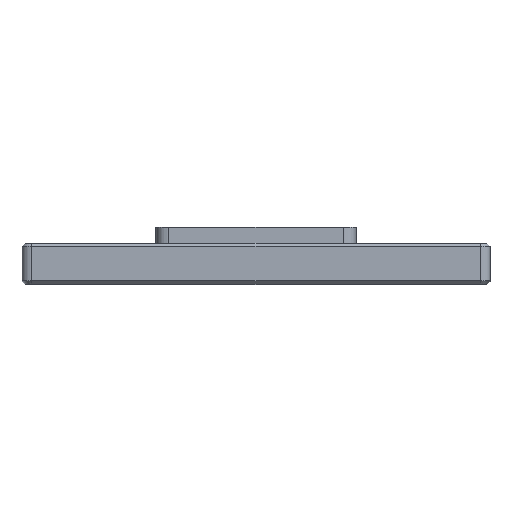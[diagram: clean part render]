
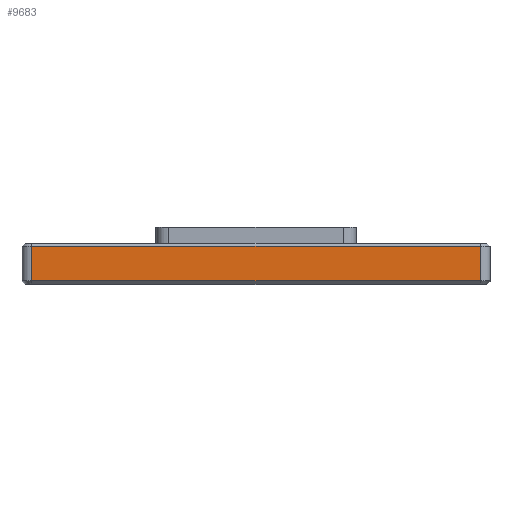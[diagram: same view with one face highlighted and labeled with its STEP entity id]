
A CAD part, top view. The second image highlights one B-rep face of the part: STEP entity #9683.
In plain terms, the highlighted planar face has unit normal (0, 0, 1).
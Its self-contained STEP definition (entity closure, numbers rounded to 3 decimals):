
#1641=FACE_OUTER_BOUND('',#2222,.T.);
#2222=EDGE_LOOP('',(#8758,#8759,#8760,#8761));
#3026=LINE('',#16810,#3769);
#3028=LINE('',#16817,#3771);
#3030=LINE('',#16823,#3773);
#3031=LINE('',#16824,#3774);
#3769=VECTOR('',#11498,10.);
#3771=VECTOR('',#11508,10.);
#3773=VECTOR('',#11514,10.);
#3774=VECTOR('',#11515,10.);
#4714=VERTEX_POINT('',#16802);
#4716=VERTEX_POINT('',#16808);
#4717=VERTEX_POINT('',#16816);
#4719=VERTEX_POINT('',#16822);
#6092=EDGE_CURVE('',#4716,#4714,#3026,.T.);
#6096=EDGE_CURVE('',#4714,#4717,#3028,.T.);
#6099=EDGE_CURVE('',#4719,#4716,#3030,.T.);
#6100=EDGE_CURVE('',#4717,#4719,#3031,.T.);
#8758=ORIENTED_EDGE('',*,*,#6092,.F.);
#8759=ORIENTED_EDGE('',*,*,#6099,.F.);
#8760=ORIENTED_EDGE('',*,*,#6100,.F.);
#8761=ORIENTED_EDGE('',*,*,#6096,.F.);
#9179=PLANE('',#10063);
#9683=ADVANCED_FACE('',(#1641),#9179,.T.);
#10063=AXIS2_PLACEMENT_3D('',#16821,#11512,#11513);
#11498=DIRECTION('',(-1.,0.,0.));
#11508=DIRECTION('',(0.,1.,0.));
#11512=DIRECTION('center_axis',(0.,0.,1.));
#11513=DIRECTION('ref_axis',(1.,0.,0.));
#11514=DIRECTION('',(0.,-1.,0.));
#11515=DIRECTION('',(1.,0.,0.));
#16802=CARTESIAN_POINT('',(-69.5,1.,85.));
#16808=CARTESIAN_POINT('',(69.5,1.,85.));
#16810=CARTESIAN_POINT('',(-36.25,1.,85.));
#16816=CARTESIAN_POINT('',(-69.5,11.7,85.));
#16817=CARTESIAN_POINT('',(-69.5,0.,85.));
#16821=CARTESIAN_POINT('Origin',(-72.5,0.,85.));
#16822=CARTESIAN_POINT('',(69.5,11.7,85.));
#16823=CARTESIAN_POINT('',(69.5,0.,85.));
#16824=CARTESIAN_POINT('',(-36.25,11.7,85.));
